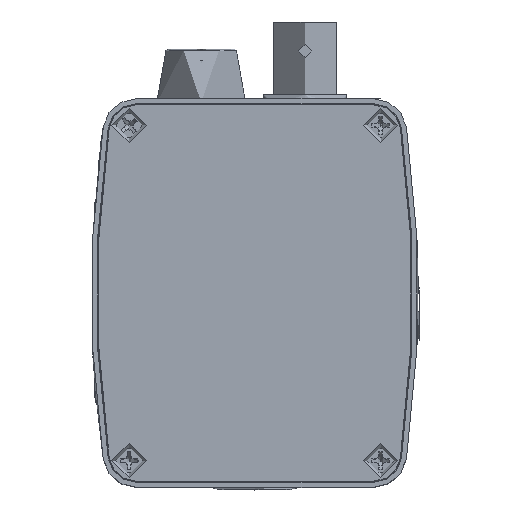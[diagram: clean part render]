
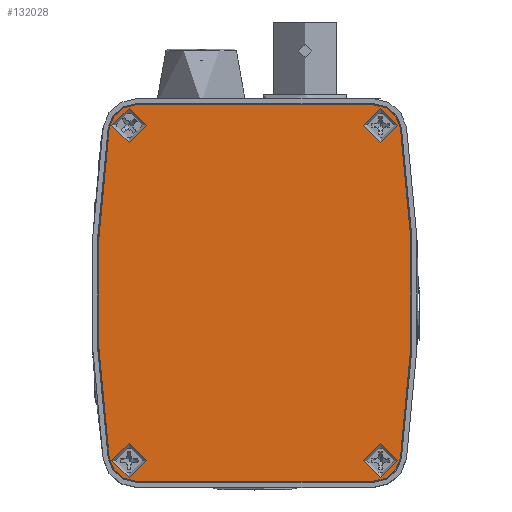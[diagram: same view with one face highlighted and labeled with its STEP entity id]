
A CAD part, top view. The second image highlights one B-rep face of the part: STEP entity #132028.
In plain terms, the highlighted planar face has unit normal (0, 0, 1).
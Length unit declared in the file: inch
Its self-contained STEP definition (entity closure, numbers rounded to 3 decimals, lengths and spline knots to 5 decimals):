
#171 = DIRECTION ( 'NONE',  ( 0., 0., -1. ) ) ;
#532 = AXIS2_PLACEMENT_3D ( 'NONE', #2864, #91571, #15633 ) ;
#654 = AXIS2_PLACEMENT_3D ( 'NONE', #123475, #47654, #136122 ) ;
#1937 = DIRECTION ( 'NONE',  ( 0., 0., 1. ) ) ;
#2864 = CARTESIAN_POINT ( 'NONE',  ( -0.75, 1.19, 0.009 ) ) ;
#4948 = DIRECTION ( 'NONE',  ( 1., 0., 0. ) ) ;
#5865 = CIRCLE ( 'NONE', #101775, 0.10339 ) ;
#6647 = VERTEX_POINT ( 'NONE', #143056 ) ;
#7019 = DIRECTION ( 'NONE',  ( 0., 0., 1. ) ) ;
#8510 = CARTESIAN_POINT ( 'NONE',  ( -0.64661, -0.81, 0.009 ) ) ;
#9209 = ORIENTED_EDGE ( 'NONE', *, *, #94337, .T. ) ;
#9774 = ORIENTED_EDGE ( 'NONE', *, *, #116959, .T. ) ;
#14502 = EDGE_CURVE ( 'NONE', #22685, #22685, #63437, .T. ) ;
#15633 = DIRECTION ( 'NONE',  ( 1., 0., 0. ) ) ;
#17140 = CARTESIAN_POINT ( 'NONE',  ( 0.86843, 1.17483, 0.009 ) ) ;
#19814 = EDGE_LOOP ( 'NONE', ( #92731 ) ) ;
#22685 = VERTEX_POINT ( 'NONE', #76876 ) ;
#23954 = VERTEX_POINT ( 'NONE', #64835 ) ;
#25964 = DIRECTION ( 'NONE',  ( 0., 0., 1. ) ) ;
#28539 = DIRECTION ( 'NONE',  ( 0., 0., 1. ) ) ;
#32776 = FACE_OUTER_BOUND ( 'NONE', #132223, .T. ) ;
#32907 = CIRCLE ( 'NONE', #141087, 0.16 ) ;
#40031 = ORIENTED_EDGE ( 'NONE', *, *, #66918, .T. ) ;
#40904 = ORIENTED_EDGE ( 'NONE', *, *, #147898, .F. ) ;
#41248 = VERTEX_POINT ( 'NONE', #8510 ) ;
#41899 = ORIENTED_EDGE ( 'NONE', *, *, #91892, .T. ) ;
#44416 = EDGE_LOOP ( 'NONE', ( #114930 ) ) ;
#47654 = DIRECTION ( 'NONE',  ( 0., 0., 1. ) ) ;
#50734 = ORIENTED_EDGE ( 'NONE', *, *, #138079, .F. ) ;
#51743 = DIRECTION ( 'NONE',  ( 0., 0., 1. ) ) ;
#53683 = DIRECTION ( 'NONE',  ( 0., 0., 1. ) ) ;
#57269 = ORIENTED_EDGE ( 'NONE', *, *, #149616, .T. ) ;
#60064 = CIRCLE ( 'NONE', #654, 0.10339 ) ;
#60911 = CARTESIAN_POINT ( 'NONE',  ( -0.71, 1.3125, 0.009 ) ) ;
#61267 = CARTESIAN_POINT ( 'NONE',  ( 0.71, -0.7725, 0.009 ) ) ;
#62345 = VECTOR ( 'NONE', #81046, 39.37008 ) ;
#63437 = CIRCLE ( 'NONE', #532, 0.10339 ) ;
#64835 = CARTESIAN_POINT ( 'NONE',  ( -0.71, -0.9325, 0.009 ) ) ;
#66490 = FACE_BOUND ( 'NONE', #75076, .T. ) ;
#66918 = EDGE_CURVE ( 'NONE', #148606, #23954, #142062, .T. ) ;
#67348 = AXIS2_PLACEMENT_3D ( 'NONE', #77964, #1937, #90652 ) ;
#68028 = AXIS2_PLACEMENT_3D ( 'NONE', #101912, #25964, #114679 ) ;
#71179 = AXIS2_PLACEMENT_3D ( 'NONE', #76158, #171, #88905 ) ;
#71239 = VERTEX_POINT ( 'NONE', #81302 ) ;
#73455 = CIRCLE ( 'NONE', #130242, 0.16 ) ;
#73636 = CIRCLE ( 'NONE', #136633, 7.05602 ) ;
#73840 = EDGE_LOOP ( 'NONE', ( #50734 ) ) ;
#74010 = DIRECTION ( 'NONE',  ( 1., 0., 0. ) ) ;
#75076 = EDGE_LOOP ( 'NONE', ( #40904 ) ) ;
#76158 = CARTESIAN_POINT ( 'NONE',  ( 0.71, 1.1525, 0.009 ) ) ;
#76876 = CARTESIAN_POINT ( 'NONE',  ( -0.64661, 1.19, 0.009 ) ) ;
#77964 = CARTESIAN_POINT ( 'NONE',  ( -0.71, -0.7725, 0.009 ) ) ;
#78373 = VERTEX_POINT ( 'NONE', #141821 ) ;
#80007 = CARTESIAN_POINT ( 'NONE',  ( -0.86843, 1.17483, 0.009 ) ) ;
#80966 = DIRECTION ( 'NONE',  ( 0., 0., 1. ) ) ;
#81046 = DIRECTION ( 'NONE',  ( 1., 0., 0. ) ) ;
#81302 = CARTESIAN_POINT ( 'NONE',  ( 0.85339, 1.19, 0.009 ) ) ;
#83081 = CARTESIAN_POINT ( 'NONE',  ( 0.75, -0.81, 0.009 ) ) ;
#84309 = EDGE_CURVE ( 'NONE', #6647, #78373, #73455, .T. ) ;
#84352 = CIRCLE ( 'NONE', #68028, 0.10339 ) ;
#87296 = CIRCLE ( 'NONE', #90571, 7.05602 ) ;
#88905 = DIRECTION ( 'NONE',  ( -1., 0., 0. ) ) ;
#89792 = EDGE_CURVE ( 'NONE', #71239, #71239, #60064, .T. ) ;
#90571 = AXIS2_PLACEMENT_3D ( 'NONE', #104444, #28539, #117267 ) ;
#90652 = DIRECTION ( 'NONE',  ( -1., 0., 0. ) ) ;
#91571 = DIRECTION ( 'NONE',  ( 0., 0., 1. ) ) ;
#91892 = EDGE_CURVE ( 'NONE', #102904, #105018, #32907, .T. ) ;
#92731 = ORIENTED_EDGE ( 'NONE', *, *, #14502, .F. ) ;
#94337 = EDGE_CURVE ( 'NONE', #105018, #144574, #132889, .T. ) ;
#95223 = VECTOR ( 'NONE', #112276, 39.37008 ) ;
#95719 = DIRECTION ( 'NONE',  ( 1., 0., 0. ) ) ;
#96187 = FACE_BOUND ( 'NONE', #44416, .T. ) ;
#99503 = CARTESIAN_POINT ( 'NONE',  ( 0.71, 1.3125, 0.009 ) ) ;
#101775 = AXIS2_PLACEMENT_3D ( 'NONE', #83081, #7019, #95719 ) ;
#101912 = CARTESIAN_POINT ( 'NONE',  ( -0.75, -0.81, 0.009 ) ) ;
#102904 = VERTEX_POINT ( 'NONE', #17140 ) ;
#104444 = CARTESIAN_POINT ( 'NONE',  ( -6.11852, 0.19, 0.009 ) ) ;
#105018 = VERTEX_POINT ( 'NONE', #99503 ) ;
#112276 = DIRECTION ( 'NONE',  ( -1., 0., 0. ) ) ;
#114679 = DIRECTION ( 'NONE',  ( 1., 0., 0. ) ) ;
#114930 = ORIENTED_EDGE ( 'NONE', *, *, #89792, .F. ) ;
#116959 = EDGE_CURVE ( 'NONE', #23954, #6647, #159339, .T. ) ;
#117267 = DIRECTION ( 'NONE',  ( -1., 0., 0. ) ) ;
#117738 = ORIENTED_EDGE ( 'NONE', *, *, #147382, .T. ) ;
#122323 = ORIENTED_EDGE ( 'NONE', *, *, #84309, .T. ) ;
#122517 = VERTEX_POINT ( 'NONE', #148648 ) ;
#123475 = CARTESIAN_POINT ( 'NONE',  ( 0.75, 1.19, 0.009 ) ) ;
#126057 = CARTESIAN_POINT ( 'NONE',  ( -0.71, 1.3125, 0.009 ) ) ;
#127564 = CARTESIAN_POINT ( 'NONE',  ( 6.11852, 0.19, 0.009 ) ) ;
#129493 = CARTESIAN_POINT ( 'NONE',  ( 0.71, 1.1525, 0.009 ) ) ;
#130242 = AXIS2_PLACEMENT_3D ( 'NONE', #61267, #149779, #74010 ) ;
#132028 = ADVANCED_FACE ( 'NONE', ( #159505, #96187, #66490, #163421, #32776 ), #151348, .F. ) ;
#132223 = EDGE_LOOP ( 'NONE', ( #41899, #9209, #57269, #117738, #40031, #9774, #122323, #151018 ) ) ;
#132660 = CARTESIAN_POINT ( 'NONE',  ( -0.86843, -0.79483, 0.009 ) ) ;
#132889 = LINE ( 'NONE', #126057, #95223 ) ;
#136122 = DIRECTION ( 'NONE',  ( 1., 0., 0. ) ) ;
#136633 = AXIS2_PLACEMENT_3D ( 'NONE', #127564, #51743, #140177 ) ;
#138079 = EDGE_CURVE ( 'NONE', #41248, #41248, #84352, .T. ) ;
#140177 = DIRECTION ( 'NONE',  ( 1., 0., 0. ) ) ;
#141087 = AXIS2_PLACEMENT_3D ( 'NONE', #129493, #53683, #142159 ) ;
#141821 = CARTESIAN_POINT ( 'NONE',  ( 0.86843, -0.79483, 0.009 ) ) ;
#142062 = CIRCLE ( 'NONE', #67348, 0.16 ) ;
#142159 = DIRECTION ( 'NONE',  ( -1., 0., 0. ) ) ;
#143056 = CARTESIAN_POINT ( 'NONE',  ( 0.71, -0.9325, 0.009 ) ) ;
#144574 = VERTEX_POINT ( 'NONE', #60911 ) ;
#147382 = EDGE_CURVE ( 'NONE', #160205, #148606, #73636, .T. ) ;
#147898 = EDGE_CURVE ( 'NONE', #122517, #122517, #5865, .T. ) ;
#147950 = CIRCLE ( 'NONE', #149756, 0.16 ) ;
#148606 = VERTEX_POINT ( 'NONE', #132660 ) ;
#148648 = CARTESIAN_POINT ( 'NONE',  ( 0.85339, -0.81, 0.009 ) ) ;
#149616 = EDGE_CURVE ( 'NONE', #144574, #160205, #147950, .T. ) ;
#149756 = AXIS2_PLACEMENT_3D ( 'NONE', #156621, #80966, #4948 ) ;
#149779 = DIRECTION ( 'NONE',  ( 0., 0., 1. ) ) ;
#151018 = ORIENTED_EDGE ( 'NONE', *, *, #163163, .T. ) ;
#151348 = PLANE ( 'NONE',  #71179 ) ;
#156621 = CARTESIAN_POINT ( 'NONE',  ( -0.71, 1.1525, 0.009 ) ) ;
#156694 = CARTESIAN_POINT ( 'NONE',  ( -0.71, -0.9325, 0.009 ) ) ;
#159339 = LINE ( 'NONE', #156694, #62345 ) ;
#159505 = FACE_BOUND ( 'NONE', #19814, .T. ) ;
#160205 = VERTEX_POINT ( 'NONE', #80007 ) ;
#163163 = EDGE_CURVE ( 'NONE', #78373, #102904, #87296, .T. ) ;
#163421 = FACE_BOUND ( 'NONE', #73840, .T. ) ;
